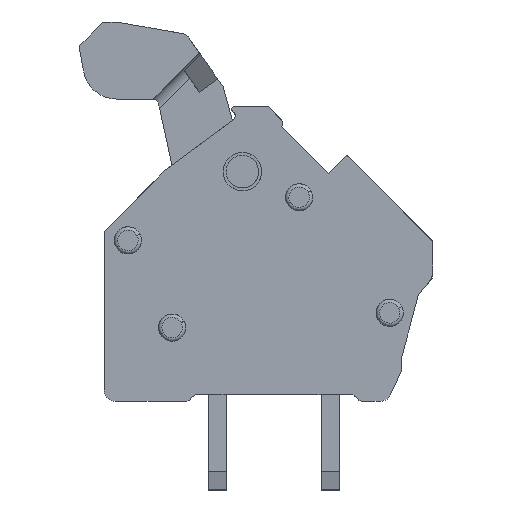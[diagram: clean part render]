
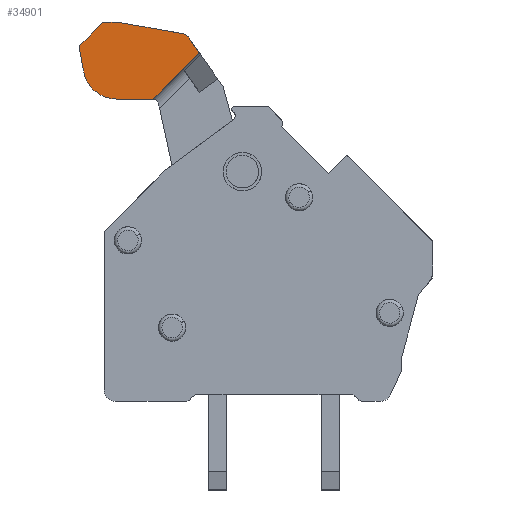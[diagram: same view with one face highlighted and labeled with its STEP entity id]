
A CAD part, left-side view. The second image highlights one B-rep face of the part: STEP entity #34901.
In plain terms, the highlighted planar face has unit normal (-1, 0, 0).
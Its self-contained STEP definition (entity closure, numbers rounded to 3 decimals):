
#34586=AXIS2_PLACEMENT_3D('Circle Axis2P3D',#34584,#34585,$) ;
#34824=AXIS2_PLACEMENT_3D('Plane Axis2P3D',#34821,#34822,#34823) ;
#34828=AXIS2_PLACEMENT_3D('Circle Axis2P3D',#34826,#34827,$) ;
#34844=AXIS2_PLACEMENT_3D('Circle Axis2P3D',#34842,#34843,$) ;
#34872=AXIS2_PLACEMENT_3D('Circle Axis2P3D',#34870,#34871,$) ;
#34877=AXIS2_PLACEMENT_3D('Circle Axis2P3D',#34875,#34876,$) ;
#34560=CARTESIAN_POINT('Vertex',(2.163,13.94,20.647)) ;
#34581=CARTESIAN_POINT('Vertex',(2.163,13.957,20.648)) ;
#34584=CARTESIAN_POINT('Axis2P3D Location',(2.163,13.957,20.548)) ;
#34676=CARTESIAN_POINT('Line Origine',(2.163,12.476,20.389)) ;
#34680=CARTESIAN_POINT('Vertex',(2.163,11.013,20.131)) ;
#34805=CARTESIAN_POINT('Vertex',(2.163,14.439,20.648)) ;
#34808=CARTESIAN_POINT('Line Origine',(2.163,14.198,20.648)) ;
#34821=CARTESIAN_POINT('Axis2P3D Location',(2.163,9.601,4.448)) ;
#34826=CARTESIAN_POINT('Axis2P3D Location',(2.163,15.501,19.548)) ;
#34830=CARTESIAN_POINT('Vertex',(2.163,15.572,19.619)) ;
#34832=CARTESIAN_POINT('Vertex',(2.163,15.6,19.531)) ;
#34835=CARTESIAN_POINT('Line Origine',(2.163,15.508,19.009)) ;
#34839=CARTESIAN_POINT('Vertex',(2.163,15.416,18.488)) ;
#34842=CARTESIAN_POINT('Axis2P3D Location',(2.163,13.938,18.748)) ;
#34846=CARTESIAN_POINT('Vertex',(2.163,13.938,17.248)) ;
#34849=CARTESIAN_POINT('Line Origine',(2.163,13.142,17.248)) ;
#34853=CARTESIAN_POINT('Vertex',(2.163,12.346,17.248)) ;
#34856=CARTESIAN_POINT('Line Origine',(2.163,11.323,18.271)) ;
#34860=CARTESIAN_POINT('Vertex',(2.163,10.301,19.293)) ;
#34863=CARTESIAN_POINT('Line Origine',(2.163,10.544,19.64)) ;
#34867=CARTESIAN_POINT('Vertex',(2.163,10.787,19.987)) ;
#34870=CARTESIAN_POINT('Axis2P3D Location',(2.163,11.073,19.786)) ;
#34875=CARTESIAN_POINT('Axis2P3D Location',(2.163,14.439,20.398)) ;
#34879=CARTESIAN_POINT('Vertex',(2.163,14.616,20.575)) ;
#34882=CARTESIAN_POINT('Line Origine',(2.163,15.094,20.097)) ;
#34585=DIRECTION('Axis2P3D Direction',(-1.,0.,0.)) ;
#34677=DIRECTION('Vector Direction',(0.,-0.985,-0.174)) ;
#34809=DIRECTION('Vector Direction',(0.,-1.,0.)) ;
#34822=DIRECTION('Axis2P3D Direction',(-1.,0.,0.)) ;
#34823=DIRECTION('Axis2P3D XDirection',(0.,-1.,0.)) ;
#34827=DIRECTION('Axis2P3D Direction',(-1.,0.,0.)) ;
#34836=DIRECTION('Vector Direction',(0.,0.174,0.985)) ;
#34843=DIRECTION('Axis2P3D Direction',(-1.,0.,0.)) ;
#34850=DIRECTION('Vector Direction',(0.,1.,0.)) ;
#34857=DIRECTION('Vector Direction',(0.,0.707,-0.707)) ;
#34864=DIRECTION('Vector Direction',(0.,0.574,0.819)) ;
#34871=DIRECTION('Axis2P3D Direction',(-1.,0.,0.)) ;
#34876=DIRECTION('Axis2P3D Direction',(-1.,0.,0.)) ;
#34883=DIRECTION('Vector Direction',(0.,-0.707,0.707)) ;
#34678=VECTOR('Line Direction',#34677,1.) ;
#34810=VECTOR('Line Direction',#34809,1.) ;
#34837=VECTOR('Line Direction',#34836,1.) ;
#34851=VECTOR('Line Direction',#34850,1.) ;
#34858=VECTOR('Line Direction',#34857,1.) ;
#34865=VECTOR('Line Direction',#34864,1.) ;
#34884=VECTOR('Line Direction',#34883,1.) ;
#34888=ORIENTED_EDGE('',*,*,#34834,.T.) ;
#34889=ORIENTED_EDGE('',*,*,#34841,.T.) ;
#34890=ORIENTED_EDGE('',*,*,#34848,.T.) ;
#34891=ORIENTED_EDGE('',*,*,#34855,.T.) ;
#34892=ORIENTED_EDGE('',*,*,#34862,.T.) ;
#34893=ORIENTED_EDGE('',*,*,#34869,.T.) ;
#34894=ORIENTED_EDGE('',*,*,#34874,.T.) ;
#34895=ORIENTED_EDGE('',*,*,#34682,.T.) ;
#34896=ORIENTED_EDGE('',*,*,#34588,.T.) ;
#34897=ORIENTED_EDGE('',*,*,#34812,.T.) ;
#34898=ORIENTED_EDGE('',*,*,#34881,.T.) ;
#34899=ORIENTED_EDGE('',*,*,#34886,.T.) ;
#34901=ADVANCED_FACE('LMZFL5.00_Lever.1\\Lever_LMZFL5.00.1',(#34900),#34825,.T.) ;
#34587=CIRCLE('generated circle',#34586,0.1) ;
#34829=CIRCLE('generated circle',#34828,0.1) ;
#34845=CIRCLE('generated circle',#34844,1.5) ;
#34873=CIRCLE('generated circle',#34872,0.35) ;
#34878=CIRCLE('generated circle',#34877,0.25) ;
#34588=EDGE_CURVE('',#34561,#34582,#34587,.T.) ;
#34682=EDGE_CURVE('',#34681,#34561,#34679,.F.) ;
#34812=EDGE_CURVE('',#34582,#34806,#34811,.F.) ;
#34834=EDGE_CURVE('',#34831,#34833,#34829,.T.) ;
#34841=EDGE_CURVE('',#34833,#34840,#34838,.F.) ;
#34848=EDGE_CURVE('',#34840,#34847,#34845,.T.) ;
#34855=EDGE_CURVE('',#34847,#34854,#34852,.F.) ;
#34862=EDGE_CURVE('',#34854,#34861,#34859,.F.) ;
#34869=EDGE_CURVE('',#34861,#34868,#34866,.T.) ;
#34874=EDGE_CURVE('',#34868,#34681,#34873,.T.) ;
#34881=EDGE_CURVE('',#34806,#34880,#34878,.T.) ;
#34886=EDGE_CURVE('',#34880,#34831,#34885,.F.) ;
#34887=EDGE_LOOP('',(#34888,#34889,#34890,#34891,#34892,#34893,#34894,#34895,#34896,#34897,#34898,#34899)) ;
#34900=FACE_OUTER_BOUND('',#34887,.T.) ;
#34679=LINE('Line',#34676,#34678) ;
#34811=LINE('Line',#34808,#34810) ;
#34838=LINE('Line',#34835,#34837) ;
#34852=LINE('Line',#34849,#34851) ;
#34859=LINE('Line',#34856,#34858) ;
#34866=LINE('Line',#34863,#34865) ;
#34885=LINE('Line',#34882,#34884) ;
#34825=PLANE('',#34824) ;
#34561=VERTEX_POINT('',#34560) ;
#34582=VERTEX_POINT('',#34581) ;
#34681=VERTEX_POINT('',#34680) ;
#34806=VERTEX_POINT('',#34805) ;
#34831=VERTEX_POINT('',#34830) ;
#34833=VERTEX_POINT('',#34832) ;
#34840=VERTEX_POINT('',#34839) ;
#34847=VERTEX_POINT('',#34846) ;
#34854=VERTEX_POINT('',#34853) ;
#34861=VERTEX_POINT('',#34860) ;
#34868=VERTEX_POINT('',#34867) ;
#34880=VERTEX_POINT('',#34879) ;
